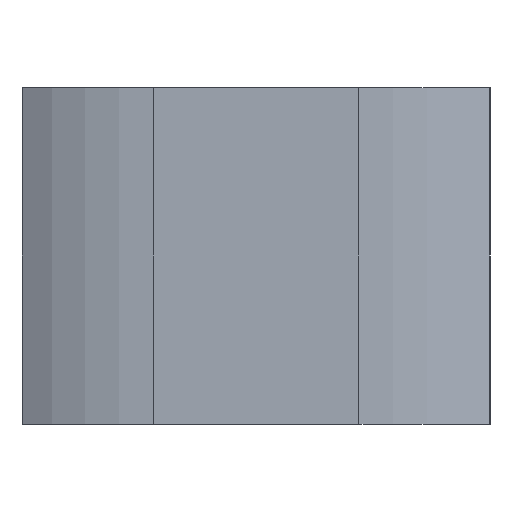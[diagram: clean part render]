
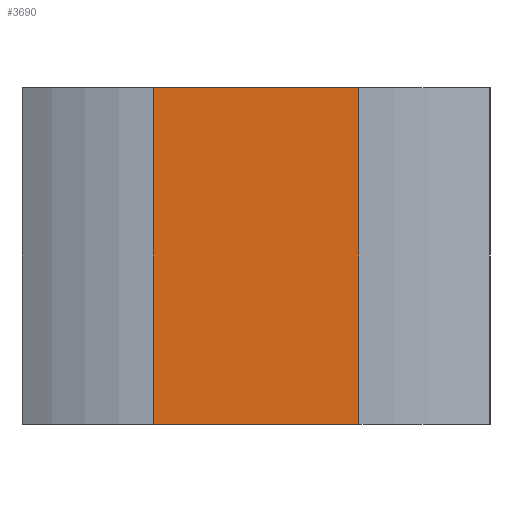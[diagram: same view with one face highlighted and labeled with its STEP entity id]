
A CAD part, left-side view. The second image highlights one B-rep face of the part: STEP entity #3690.
In plain terms, the highlighted planar face has unit normal (-1, 0, 0).
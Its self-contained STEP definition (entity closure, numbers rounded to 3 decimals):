
#114=PLANE('',#3946);
#369=FACE_OUTER_BOUND('',#587,.T.);
#587=EDGE_LOOP('',(#2599,#2600,#2601,#2602));
#789=LINE('',#4853,#1129);
#879=LINE('',#5864,#1219);
#881=LINE('',#5868,#1221);
#882=LINE('',#5869,#1222);
#1129=VECTOR('',#4128,1000.);
#1219=VECTOR('',#4274,1000.);
#1221=VECTOR('',#4278,1000.);
#1222=VECTOR('',#4279,1000.);
#1531=VERTEX_POINT('',#4850);
#1532=VERTEX_POINT('',#4852);
#1683=VERTEX_POINT('',#5862);
#1684=VERTEX_POINT('',#5867);
#1886=EDGE_CURVE('',#1531,#1532,#789,.T.);
#2048=EDGE_CURVE('',#1531,#1683,#879,.T.);
#2050=EDGE_CURVE('',#1683,#1684,#881,.T.);
#2051=EDGE_CURVE('',#1532,#1684,#882,.T.);
#2599=ORIENTED_EDGE('',*,*,#2050,.T.);
#2600=ORIENTED_EDGE('',*,*,#2051,.F.);
#2601=ORIENTED_EDGE('',*,*,#1886,.F.);
#2602=ORIENTED_EDGE('',*,*,#2048,.T.);
#3690=ADVANCED_FACE('',(#369),#114,.F.);
#3946=AXIS2_PLACEMENT_3D('',#5866,#4276,#4277);
#4128=DIRECTION('',(0.,-1.,0.));
#4274=DIRECTION('',(0.,0.,-1.));
#4276=DIRECTION('center_axis',(1.,0.,0.));
#4277=DIRECTION('ref_axis',(0.,0.,-1.));
#4278=DIRECTION('',(0.,-1.,0.));
#4279=DIRECTION('',(0.,0.,-1.));
#4850=CARTESIAN_POINT('',(-36.,5.5,18.));
#4852=CARTESIAN_POINT('',(-36.,-5.5,18.));
#4853=CARTESIAN_POINT('',(-36.,5.5,18.));
#5862=CARTESIAN_POINT('',(-36.,5.5,0.));
#5864=CARTESIAN_POINT('',(-36.,5.5,18.));
#5866=CARTESIAN_POINT('Origin',(-36.,5.5,18.));
#5867=CARTESIAN_POINT('',(-36.,-5.5,0.));
#5868=CARTESIAN_POINT('',(-36.,5.5,0.));
#5869=CARTESIAN_POINT('',(-36.,-5.5,18.));
